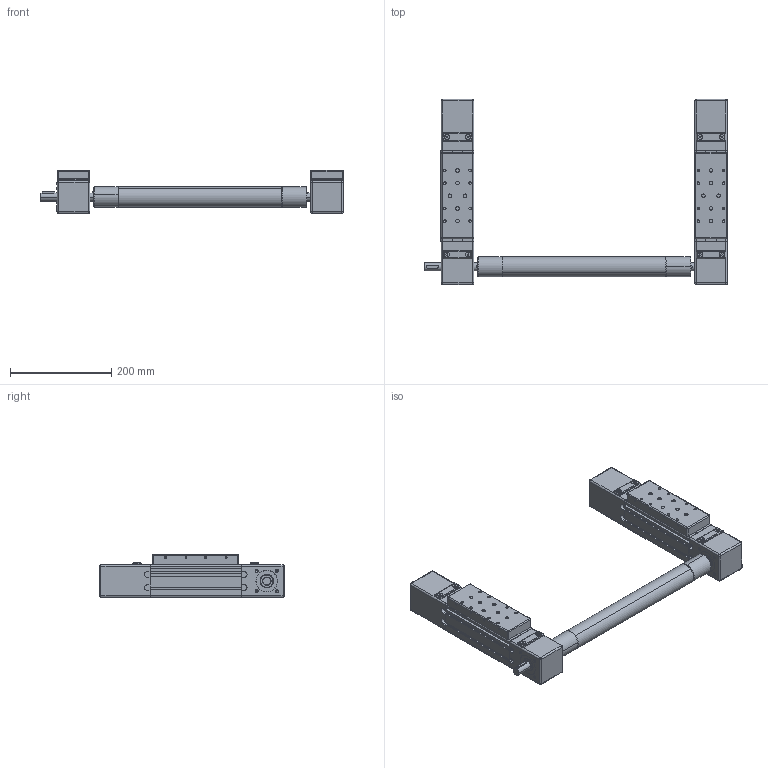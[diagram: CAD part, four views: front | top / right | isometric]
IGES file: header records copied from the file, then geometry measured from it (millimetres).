
Global section: file name: No Iges File Name specified; native system: Autodesk Inventor 2011; preprocessor: AutoDesk Inventor Iges Exporter R2011; author: Matej; date: 20110523.110705; units: millimetre
Bounding box: 597.5 x 365 x 85 mm (x, y, z)
Volume: 3697268.6 mm3; surface area: 503723.4 mm2
Topology: 11 solids, 21 shells, 1746 faces, 4340 edges, 2612 vertices
Faces by surface type: plane 860, revolution 434, bspline 230, cylinder 136, cone 46, sphere 24, torus 16
